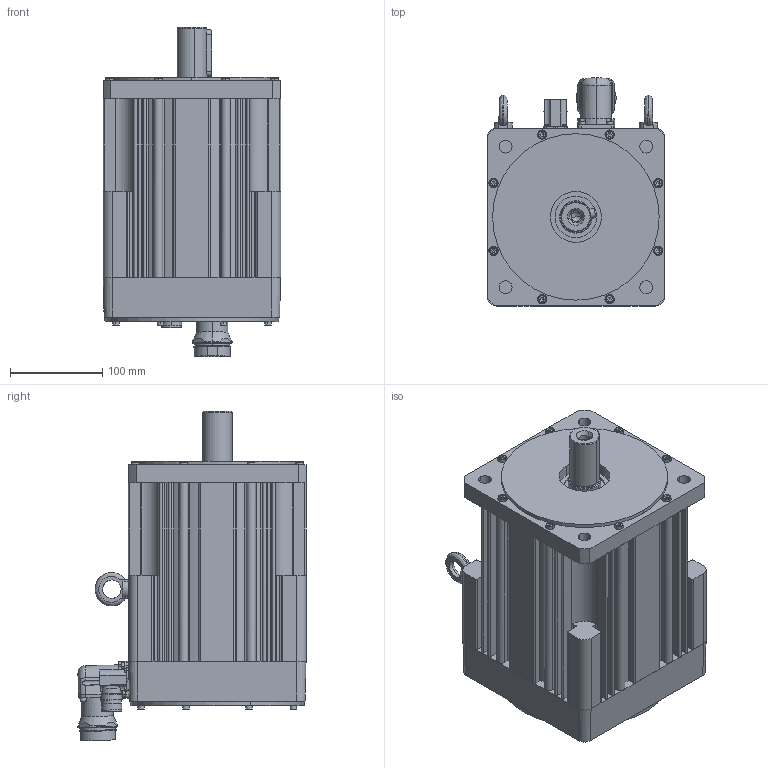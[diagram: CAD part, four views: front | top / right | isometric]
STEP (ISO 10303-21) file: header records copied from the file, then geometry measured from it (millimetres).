
FILE_DESCRIPTION((''),'2;1');
FILE_NAME('BL-191.stp','2013-03-05T13:43:56',('arodrigo'),(''),'Autodesk Inventor 9','Autodesk Inventor 9','');
FILE_SCHEMA(('AUTOMOTIVE_DESIGN { 1 0 10303 214 1 1 1 1 }'));
Length unit declared in the file: millimetre
Products named in the file (1): Pieza1
Bounding box: 192.3 x 246.66 x 356.38 mm (x, y, z)
Volume: 8628789.4 mm3; surface area: 512906.1 mm2
Topology: 36 solids, 36 shells, 1811 faces, 4615 edges, 2954 vertices
Faces by surface type: plane 761, cylinder 541, bspline 226, cone 211, torus 72
Entity records: 58214 total; most frequent: CARTESIAN_POINT 14703, DIRECTION 9348, ORIENTED_EDGE 9098, EDGE_CURVE 4549, AXIS2_PLACEMENT_3D 3619, VERTEX_POINT 2954, VECTOR 2110, LINE 2110
